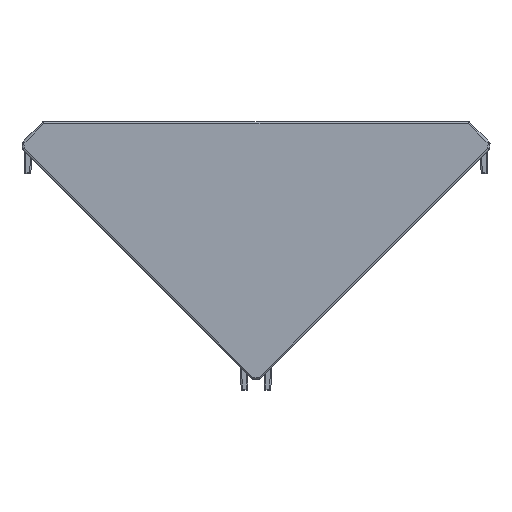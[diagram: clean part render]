
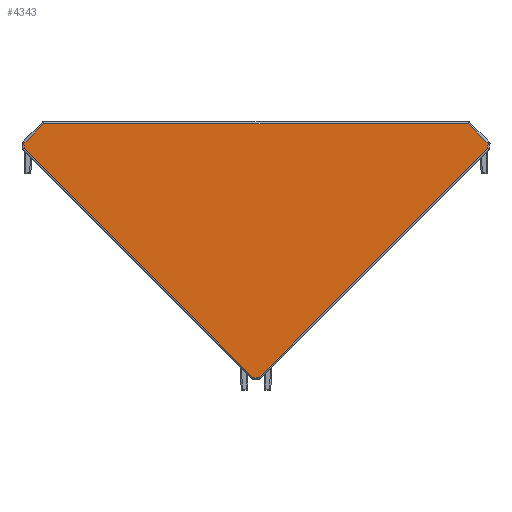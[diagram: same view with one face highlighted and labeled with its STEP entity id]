
A CAD part, left-side view. The second image highlights one B-rep face of the part: STEP entity #4343.
In plain terms, the highlighted planar face has unit normal (-1, 0, -0.014).
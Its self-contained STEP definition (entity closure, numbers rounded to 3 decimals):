
#422 = VERTEX_POINT ( 'NONE', #1486 ) ;
#1486 = CARTESIAN_POINT ( 'NONE',  ( -43.922, -59.5, 47.266 ) ) ;
#1563 = ORIENTED_EDGE ( 'NONE', *, *, #5227, .F. ) ;
#2451 = VERTEX_POINT ( 'NONE', #32146 ) ;
#2972 = CARTESIAN_POINT ( 'NONE',  ( -43.993, 54.417, 52.354 ) ) ;
#3837 = EDGE_CURVE ( 'NONE', #34978, #43035, #4117, .T. ) ;
#4009 = ORIENTED_EDGE ( 'NONE', *, *, #20210, .F. ) ;
#4117 = LINE ( 'NONE', #31597, #13256 ) ;
#4343 = ADVANCED_FACE ( 'NONE', ( #42562 ), #12179, .F. ) ;
#5227 = EDGE_CURVE ( 'NONE', #2451, #22358, #32255, .T. ) ;
#6386 = CARTESIAN_POINT ( 'NONE',  ( -43.993, -54.415, 52.351 ) ) ;
#7126 = CARTESIAN_POINT ( 'NONE',  ( -43.922, 59.5, 47.266 ) ) ;
#8135 = VECTOR ( 'NONE', #39787, 1000. ) ;
#8153 = EDGE_CURVE ( 'NONE', #12870, #22926, #40688, .T. ) ;
#8450 = ORIENTED_EDGE ( 'NONE', *, *, #3837, .F. ) ;
#8663 = ORIENTED_EDGE ( 'NONE', *, *, #8153, .F. ) ;
#8808 = DIRECTION ( 'NONE',  ( -0.01, 0.707, 0.707 ) ) ;
#9609 = EDGE_CURVE ( 'NONE', #22926, #422, #36788, .T. ) ;
#11531 = CARTESIAN_POINT ( 'NONE',  ( -44., -57.679, 52.858 ) ) ;
#11749 = DIRECTION ( 'NONE',  ( 0.014, 0., -1. ) ) ;
#12179 = PLANE ( 'NONE',  #12504 ) ;
#12294 = LINE ( 'NONE', #19835, #8135 ) ;
#12504 = AXIS2_PLACEMENT_3D ( 'NONE', #11531, #19049, #11749 ) ;
#12870 = VERTEX_POINT ( 'NONE', #2972 ) ;
#13256 = VECTOR ( 'NONE', #42012, 1000. ) ;
#13661 = CARTESIAN_POINT ( 'NONE',  ( -43.993, 54.622, 52.351 ) ) ;
#18434 = CARTESIAN_POINT ( 'NONE',  ( -43.922, 59.501, 47.267 ) ) ;
#19049 = DIRECTION ( 'NONE',  ( 1., 0., 0.014 ) ) ;
#19076 = CARTESIAN_POINT ( 'NONE',  ( -43.904, -59.456, 46.014 ) ) ;
#19835 = CARTESIAN_POINT ( 'NONE',  ( -43.922, -59.5, 47.266 ) ) ;
#19917 = DIRECTION ( 'NONE',  ( 0.01, 0.707, -0.707 ) ) ;
#20210 = EDGE_CURVE ( 'NONE', #422, #33804, #12294, .T. ) ;
#22358 = VERTEX_POINT ( 'NONE', #18434 ) ;
#22926 = VERTEX_POINT ( 'NONE', #40214 ) ;
#25283 = LINE ( 'NONE', #19076, #40339 ) ;
#27401 = VECTOR ( 'NONE', #34947, 1000. ) ;
#27460 = VECTOR ( 'NONE', #34047, 1000. ) ;
#28343 = LINE ( 'NONE', #41869, #31689 ) ;
#29114 = EDGE_CURVE ( 'NONE', #22358, #12870, #37511, .T. ) ;
#29482 = CARTESIAN_POINT ( 'NONE',  ( -43.904, -59.456, 46.014 ) ) ;
#30116 = DIRECTION ( 'NONE',  ( 0.01, -0.707, -0.707 ) ) ;
#30191 = EDGE_CURVE ( 'NONE', #43035, #2451, #28343, .T. ) ;
#31597 = CARTESIAN_POINT ( 'NONE',  ( -43.085, -57.679, -12.647 ) ) ;
#31689 = VECTOR ( 'NONE', #8808, 1000. ) ;
#32146 = CARTESIAN_POINT ( 'NONE',  ( -43.904, 59.456, 46.016 ) ) ;
#32255 = LINE ( 'NONE', #38916, #27401 ) ;
#32361 = VECTOR ( 'NONE', #30116, 1000. ) ;
#33197 = VECTOR ( 'NONE', #35672, 1000. ) ;
#33804 = VERTEX_POINT ( 'NONE', #29482 ) ;
#34047 = DIRECTION ( 'NONE',  ( 0., -1., 0. ) ) ;
#34947 = DIRECTION ( 'NONE',  ( -0.014, 0.035, 0.999 ) ) ;
#34978 = VERTEX_POINT ( 'NONE', #39794 ) ;
#35500 = EDGE_LOOP ( 'NONE', ( #40621, #8450, #43376, #4009, #37591, #8663, #42267, #1563 ) ) ;
#35672 = DIRECTION ( 'NONE',  ( -0.01, -0.707, 0.707 ) ) ;
#36788 = LINE ( 'NONE', #6386, #32361 ) ;
#37511 = LINE ( 'NONE', #7126, #33197 ) ;
#37591 = ORIENTED_EDGE ( 'NONE', *, *, #9609, .F. ) ;
#38916 = CARTESIAN_POINT ( 'NONE',  ( -43.904, 59.456, 46.016 ) ) ;
#39787 = DIRECTION ( 'NONE',  ( 0.014, 0.035, -0.999 ) ) ;
#39794 = CARTESIAN_POINT ( 'NONE',  ( -43.085, -0.793, -12.647 ) ) ;
#40214 = CARTESIAN_POINT ( 'NONE',  ( -43.993, -54.415, 52.351 ) ) ;
#40339 = VECTOR ( 'NONE', #19917, 1000. ) ;
#40621 = ORIENTED_EDGE ( 'NONE', *, *, #30191, .F. ) ;
#40688 = LINE ( 'NONE', #13661, #27460 ) ;
#41524 = EDGE_CURVE ( 'NONE', #33804, #34978, #25283, .T. ) ;
#41869 = CARTESIAN_POINT ( 'NONE',  ( -43.085, 0.793, -12.647 ) ) ;
#42012 = DIRECTION ( 'NONE',  ( 0., 1., 0. ) ) ;
#42267 = ORIENTED_EDGE ( 'NONE', *, *, #29114, .F. ) ;
#42562 = FACE_OUTER_BOUND ( 'NONE', #35500, .T. ) ;
#43035 = VERTEX_POINT ( 'NONE', #43386 ) ;
#43376 = ORIENTED_EDGE ( 'NONE', *, *, #41524, .F. ) ;
#43386 = CARTESIAN_POINT ( 'NONE',  ( -43.085, 0.793, -12.647 ) ) ;
